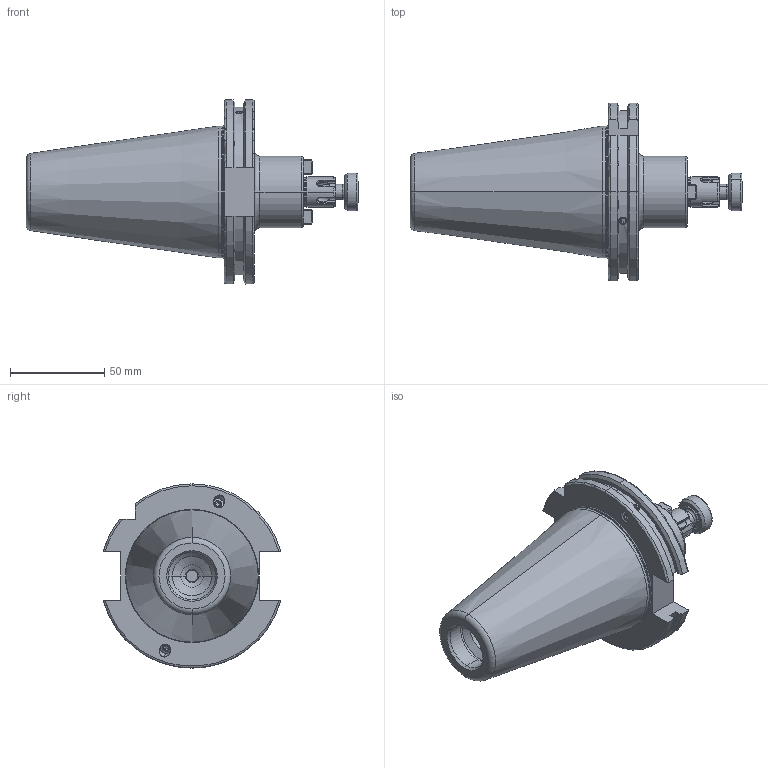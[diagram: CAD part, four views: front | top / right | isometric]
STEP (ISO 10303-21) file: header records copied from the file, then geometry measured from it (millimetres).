
FILE_DESCRIPTION (( 'STEP AP203' ), '1' );
FILE_NAME ('FWS509H-SMX16045.STEP', '2024-08-29T11:56:47', ( '' ), ( '' ), 'SwSTEP 2.0', 'SolidWorks 2024', '' );
FILE_SCHEMA (( 'CONFIG_CONTROL_DESIGN' ));
Length unit declared in the file: millimetre
Products named in the file (9): CCS-M8-16; FWS509H-SMX16045; CCS-M8-16-1; GS-M4X4-COATING_DIN 913 - M4 x 4-N; M4X4_DIN 913 - M4 x 4-N; SK50SMX16045FWW; CCS-M8-16-2; PLUG KEY 08-16
Assembly tree (11 placements, depth 4):
  FWS509H-SMX16045
    SK50SMX16045FWW
      SK50SMX16045FWW
      CCS-M8-16
        CCS-M8-16-1
        CCS-M8-16-2
      M4X4_DIN 913 - M4 x 4-N  x2
      PLUG KEY 08-16  x2
      GS-M4X4-COATING_DIN 913 - M4 x 4-N  x2
Bounding box: 175.75 x 94.05 x 97.5 mm (x, y, z)
Volume: 365022.4 mm3; surface area: 52722.4 mm2
Topology: 9 solids, 9 shells, 440 faces, 1077 edges, 667 vertices
Faces by surface type: cone 134, plane 130, cylinder 127, torus 41, sphere 8
Entity records: 12101 total; most frequent: CARTESIAN_POINT 3097, DIRECTION 1758, ORIENTED_EDGE 1630, EDGE_CURVE 815, AXIS2_PLACEMENT_3D 710, VERTEX_POINT 507, EDGE_LOOP 370, CIRCLE 359
